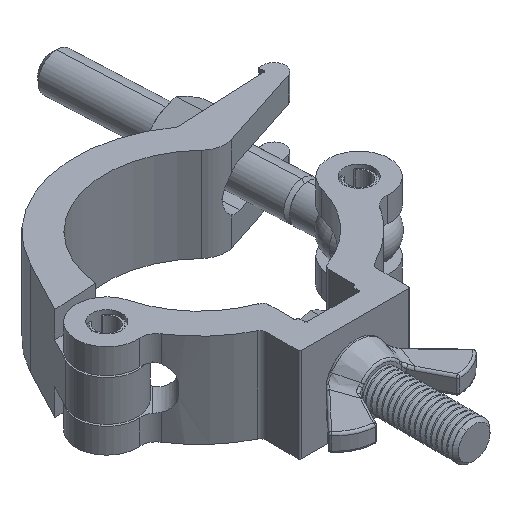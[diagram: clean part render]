
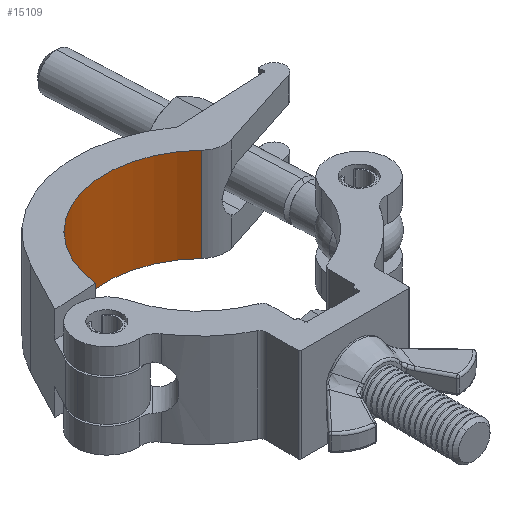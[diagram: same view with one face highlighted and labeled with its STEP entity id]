
A CAD part, isometric view. The second image highlights one B-rep face of the part: STEP entity #15109.
In plain terms, the highlighted cylindrical face has radius 31.85 mm (diameter 63.7 mm), a partial arc.
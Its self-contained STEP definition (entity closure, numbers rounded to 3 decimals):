
#159 = EDGE_CURVE ( 'NONE', #7673, #1060, #4856, .T. ) ;
#571 = LINE ( 'NONE', #4642, #9002 ) ;
#940 = CIRCLE ( 'NONE', #10562, 31.85 ) ;
#1060 = VERTEX_POINT ( 'NONE', #11371 ) ;
#1528 = CARTESIAN_POINT ( 'NONE',  ( 14.95, 11.95, -9.47 ) ) ;
#1977 = ORIENTED_EDGE ( 'NONE', *, *, #13261, .F. ) ;
#2183 = AXIS2_PLACEMENT_3D ( 'NONE', #10217, #13947, #2936 ) ;
#2550 = VERTEX_POINT ( 'NONE', #14259 ) ;
#2582 = CARTESIAN_POINT ( 'NONE',  ( 14.95, 29.26, -63.965 ) ) ;
#2936 = DIRECTION ( 'NONE',  ( 0., 0., -1. ) ) ;
#3092 = EDGE_LOOP ( 'NONE', ( #1977, #3246, #5433, #14977, #11056, #10059, #13254, #12879 ) ) ;
#3158 = CIRCLE ( 'NONE', #5670, 31.85 ) ;
#3246 = ORIENTED_EDGE ( 'NONE', *, *, #14939, .T. ) ;
#3798 = CARTESIAN_POINT ( 'NONE',  ( -14.95, 7.226, -40.968 ) ) ;
#3832 = VERTEX_POINT ( 'NONE', #12402 ) ;
#4366 = DIRECTION ( 'NONE',  ( 1., 0., 0. ) ) ;
#4482 = VECTOR ( 'NONE', #4517, 1000. ) ;
#4498 = DIRECTION ( 'NONE',  ( -1., 0., 0. ) ) ;
#4517 = DIRECTION ( 'NONE',  ( -1., 0., 0. ) ) ;
#4642 = CARTESIAN_POINT ( 'NONE',  ( 14.95, 7.226, -9.118 ) ) ;
#4856 = LINE ( 'NONE', #2582, #6299 ) ;
#5364 = CARTESIAN_POINT ( 'NONE',  ( -6.45, 11.95, -9.47 ) ) ;
#5413 = AXIS2_PLACEMENT_3D ( 'NONE', #5850, #5933, #6971 ) ;
#5433 = ORIENTED_EDGE ( 'NONE', *, *, #10814, .F. ) ;
#5627 = CARTESIAN_POINT ( 'NONE',  ( -6.45, 7.226, -40.968 ) ) ;
#5670 = AXIS2_PLACEMENT_3D ( 'NONE', #3798, #13468, #10840 ) ;
#5688 = AXIS2_PLACEMENT_3D ( 'NONE', #6079, #13523, #14561 ) ;
#5850 = CARTESIAN_POINT ( 'NONE',  ( 6.45, 7.226, -40.968 ) ) ;
#5933 = DIRECTION ( 'NONE',  ( -1., 0., 0. ) ) ;
#6079 = CARTESIAN_POINT ( 'NONE',  ( 14.95, 7.226, -40.968 ) ) ;
#6299 = VECTOR ( 'NONE', #13199, 1000. ) ;
#6450 = CARTESIAN_POINT ( 'NONE',  ( 6.45, 7.226, -9.118 ) ) ;
#6971 = DIRECTION ( 'NONE',  ( 0., 0., -1. ) ) ;
#7499 = CIRCLE ( 'NONE', #2183, 31.85 ) ;
#7635 = CARTESIAN_POINT ( 'NONE',  ( 6.45, 11.95, -9.47 ) ) ;
#7673 = VERTEX_POINT ( 'NONE', #15677 ) ;
#8001 = DIRECTION ( 'NONE',  ( 0., 0., 1. ) ) ;
#9002 = VECTOR ( 'NONE', #4498, 1000. ) ;
#9112 = VERTEX_POINT ( 'NONE', #5364 ) ;
#9116 = EDGE_CURVE ( 'NONE', #14786, #7673, #7499, .T. ) ;
#9479 = EDGE_CURVE ( 'NONE', #2550, #14786, #15010, .T. ) ;
#10059 = ORIENTED_EDGE ( 'NONE', *, *, #159, .F. ) ;
#10217 = CARTESIAN_POINT ( 'NONE',  ( 14.95, 7.226, -40.968 ) ) ;
#10562 = AXIS2_PLACEMENT_3D ( 'NONE', #5627, #4366, #8001 ) ;
#10814 = EDGE_CURVE ( 'NONE', #9112, #14659, #940, .T. ) ;
#10820 = EDGE_CURVE ( 'NONE', #9112, #3832, #12987, .T. ) ;
#10840 = DIRECTION ( 'NONE',  ( 0., 0., -1. ) ) ;
#10898 = FACE_OUTER_BOUND ( 'NONE', #3092, .T. ) ;
#10978 = CIRCLE ( 'NONE', #5413, 31.85 ) ;
#11056 = ORIENTED_EDGE ( 'NONE', *, *, #13450, .T. ) ;
#11068 = VERTEX_POINT ( 'NONE', #6450 ) ;
#11371 = CARTESIAN_POINT ( 'NONE',  ( -14.95, 29.26, -63.965 ) ) ;
#12335 = CYLINDRICAL_SURFACE ( 'NONE', #5688, 31.85 ) ;
#12402 = CARTESIAN_POINT ( 'NONE',  ( -14.95, 11.95, -9.47 ) ) ;
#12540 = DIRECTION ( 'NONE',  ( 1., 0., 0. ) ) ;
#12879 = ORIENTED_EDGE ( 'NONE', *, *, #9479, .F. ) ;
#12987 = LINE ( 'NONE', #14270, #4482 ) ;
#13199 = DIRECTION ( 'NONE',  ( -1., 0., 0. ) ) ;
#13254 = ORIENTED_EDGE ( 'NONE', *, *, #9116, .F. ) ;
#13261 = EDGE_CURVE ( 'NONE', #11068, #2550, #10978, .T. ) ;
#13332 = VECTOR ( 'NONE', #12540, 1000. ) ;
#13411 = CARTESIAN_POINT ( 'NONE',  ( -6.45, 7.226, -9.118 ) ) ;
#13450 = EDGE_CURVE ( 'NONE', #3832, #1060, #3158, .T. ) ;
#13468 = DIRECTION ( 'NONE',  ( -1., 0., 0. ) ) ;
#13523 = DIRECTION ( 'NONE',  ( -1., 0., 0. ) ) ;
#13947 = DIRECTION ( 'NONE',  ( -1., 0., 0. ) ) ;
#14259 = CARTESIAN_POINT ( 'NONE',  ( 6.45, 11.95, -9.47 ) ) ;
#14270 = CARTESIAN_POINT ( 'NONE',  ( -6.45, 11.95, -9.47 ) ) ;
#14561 = DIRECTION ( 'NONE',  ( 0., 0., 1. ) ) ;
#14659 = VERTEX_POINT ( 'NONE', #13411 ) ;
#14786 = VERTEX_POINT ( 'NONE', #1528 ) ;
#14939 = EDGE_CURVE ( 'NONE', #11068, #14659, #571, .T. ) ;
#14977 = ORIENTED_EDGE ( 'NONE', *, *, #10820, .T. ) ;
#15010 = LINE ( 'NONE', #7635, #13332 ) ;
#15109 = ADVANCED_FACE ( 'NONE', ( #10898 ), #12335, .F. ) ;
#15677 = CARTESIAN_POINT ( 'NONE',  ( 14.95, 29.26, -63.965 ) ) ;
